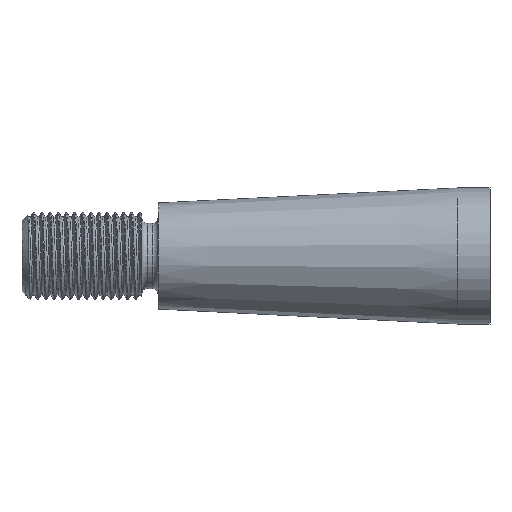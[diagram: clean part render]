
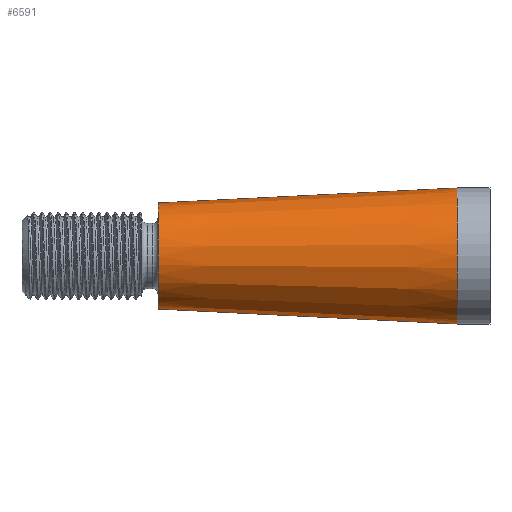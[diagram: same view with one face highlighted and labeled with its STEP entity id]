
A CAD part, front view. The second image highlights one B-rep face of the part: STEP entity #6591.
In plain terms, the highlighted conical face has half-angle 2.862 degrees and reference radius 12.5 mm.
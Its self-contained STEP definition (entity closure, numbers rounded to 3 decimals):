
#319 = VERTEX_POINT ( 'NONE', #8128 ) ;
#530 = AXIS2_PLACEMENT_3D ( 'NONE', #3183, #7713, #2013 ) ;
#565 = DIRECTION ( 'NONE',  ( -1., 0., 0. ) ) ;
#612 = CONICAL_SURFACE ( 'NONE', #5833, 12.5, 0.05 ) ;
#798 = VECTOR ( 'NONE', #5342, 1000. ) ;
#821 = LINE ( 'NONE', #3689, #798 ) ;
#1045 = EDGE_CURVE ( 'NONE', #319, #2708, #821, .T. ) ;
#1239 = LINE ( 'NONE', #9094, #5424 ) ;
#1432 = AXIS2_PLACEMENT_3D ( 'NONE', #1970, #565, #3376 ) ;
#1631 = CARTESIAN_POINT ( 'NONE',  ( -6., 0., 0. ) ) ;
#1918 = VERTEX_POINT ( 'NONE', #3957 ) ;
#1939 = VERTEX_POINT ( 'NONE', #2461 ) ;
#1970 = CARTESIAN_POINT ( 'NONE',  ( -6., 0., 0. ) ) ;
#2013 = DIRECTION ( 'NONE',  ( 0., 0., 1. ) ) ;
#2290 = ORIENTED_EDGE ( 'NONE', *, *, #7079, .F. ) ;
#2461 = CARTESIAN_POINT ( 'NONE',  ( -6., 0., 12.5 ) ) ;
#2636 = CIRCLE ( 'NONE', #530, 9.75 ) ;
#2708 = VERTEX_POINT ( 'NONE', #8062 ) ;
#3183 = CARTESIAN_POINT ( 'NONE',  ( -61., 0., 0. ) ) ;
#3376 = DIRECTION ( 'NONE',  ( 0., 0., 1. ) ) ;
#3689 = CARTESIAN_POINT ( 'NONE',  ( -6., 0., -12.5 ) ) ;
#3839 = DIRECTION ( 'NONE',  ( 0., 0., -1. ) ) ;
#3957 = CARTESIAN_POINT ( 'NONE',  ( -61., 0., 9.75 ) ) ;
#4074 = EDGE_LOOP ( 'NONE', ( #2290, #4255, #6732, #5835 ) ) ;
#4255 = ORIENTED_EDGE ( 'NONE', *, *, #4944, .F. ) ;
#4944 = EDGE_CURVE ( 'NONE', #319, #1918, #2636, .T. ) ;
#5342 = DIRECTION ( 'NONE',  ( 0.999, 0., -0.05 ) ) ;
#5424 = VECTOR ( 'NONE', #6195, 1000. ) ;
#5833 = AXIS2_PLACEMENT_3D ( 'NONE', #1631, #6674, #3839 ) ;
#5835 = ORIENTED_EDGE ( 'NONE', *, *, #8210, .T. ) ;
#6195 = DIRECTION ( 'NONE',  ( 0.999, 0., 0.05 ) ) ;
#6591 = ADVANCED_FACE ( 'NONE', ( #7945 ), #612, .T. ) ;
#6674 = DIRECTION ( 'NONE',  ( 1., 0., 0. ) ) ;
#6732 = ORIENTED_EDGE ( 'NONE', *, *, #1045, .T. ) ;
#7079 = EDGE_CURVE ( 'NONE', #1918, #1939, #1239, .T. ) ;
#7713 = DIRECTION ( 'NONE',  ( -1., 0., 0. ) ) ;
#7945 = FACE_OUTER_BOUND ( 'NONE', #4074, .T. ) ;
#8062 = CARTESIAN_POINT ( 'NONE',  ( -6., 0., -12.5 ) ) ;
#8128 = CARTESIAN_POINT ( 'NONE',  ( -61., 0., -9.75 ) ) ;
#8210 = EDGE_CURVE ( 'NONE', #2708, #1939, #8454, .T. ) ;
#8454 = CIRCLE ( 'NONE', #1432, 12.5 ) ;
#9094 = CARTESIAN_POINT ( 'NONE',  ( -6., 0., 12.5 ) ) ;
